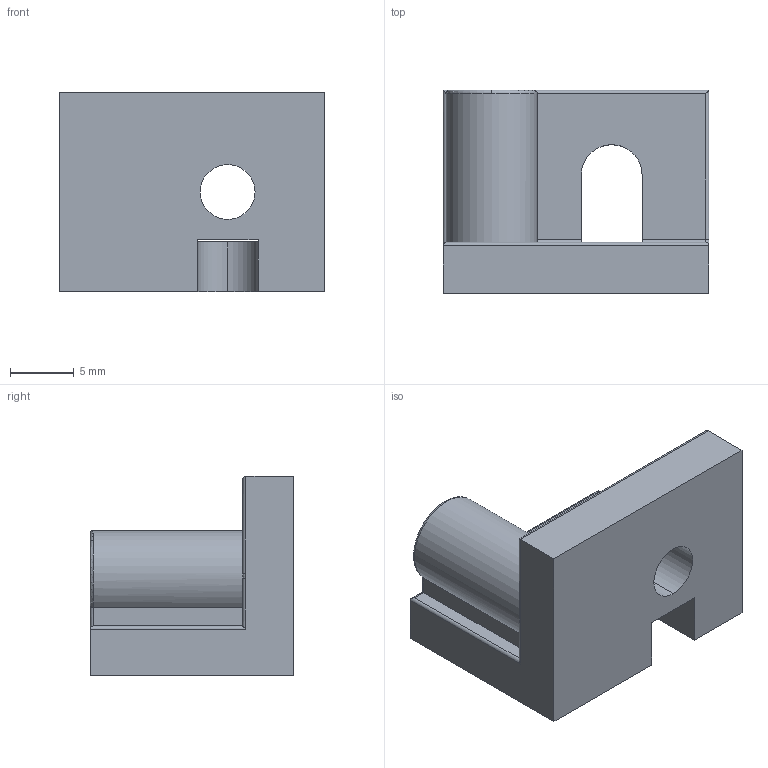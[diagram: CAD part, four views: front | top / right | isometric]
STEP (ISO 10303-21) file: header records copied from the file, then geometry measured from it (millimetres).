
FILE_DESCRIPTION (( 'STEP AP203' ), '1' );
FILE_NAME ('ANTENNA-HOLDER.STEP', '2007-08-28T16:34:56', ( 'Innovation First, Inc.' ), ( 'Innovation First, Inc.' ), 'SwSTEP 2.0', 'SolidWorks 2006052', '' );
FILE_SCHEMA (( 'CONFIG_CONTROL_DESIGN' ));
Length unit declared in the file: inch
Products named in the file (1): ANTENNA-HOLDER
Bounding box: 20.83 x 15.95 x 15.6 mm (x, y, z)
Volume: 2384.1 mm3; surface area: 1891.5 mm2
Topology: 1 solids, 1 shells, 41 faces, 107 edges, 67 vertices
Faces by surface type: cylinder 19, plane 18, torus 3, bspline 1
Entity records: 1393 total; most frequent: CARTESIAN_POINT 304, ORIENTED_EDGE 214, DIRECTION 210, EDGE_CURVE 107, AXIS2_PLACEMENT_3D 72, VERTEX_POINT 67, VECTOR 66, LINE 66
